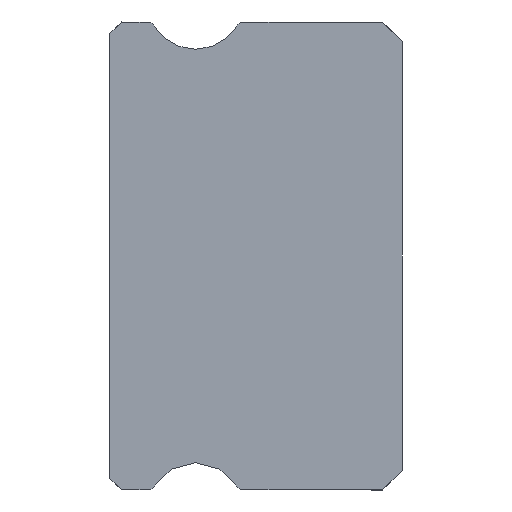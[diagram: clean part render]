
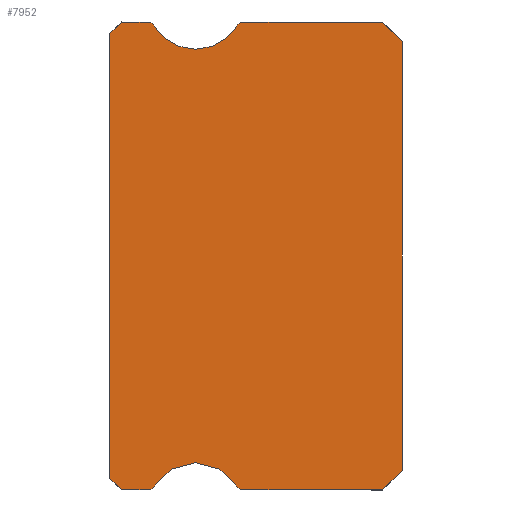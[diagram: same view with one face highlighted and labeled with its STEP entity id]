
A CAD part, left-side view. The second image highlights one B-rep face of the part: STEP entity #7952.
In plain terms, the highlighted planar face has unit normal (-1, 0, 0).
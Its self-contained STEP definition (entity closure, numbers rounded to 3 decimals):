
#11 = VERTEX_POINT ( 'NONE', #6644 ) ;
#208 = LINE ( 'NONE', #353, #952 ) ;
#318 = CIRCLE ( 'NONE', #8283, 1.25 ) ;
#353 = CARTESIAN_POINT ( 'NONE',  ( -12.5, 6.512, 6. ) ) ;
#359 = DIRECTION ( 'NONE',  ( 0., -1., 0. ) ) ;
#435 = DIRECTION ( 'NONE',  ( 0., 0., 1. ) ) ;
#482 = CARTESIAN_POINT ( 'NONE',  ( -12.5, 6.512, 6. ) ) ;
#781 = CARTESIAN_POINT ( 'NONE',  ( -12.5, 0., 5.5 ) ) ;
#790 = EDGE_CURVE ( 'NONE', #4641, #12890, #2872, .T. ) ;
#813 = ORIENTED_EDGE ( 'NONE', *, *, #10563, .F. ) ;
#945 = CARTESIAN_POINT ( 'NONE',  ( -12.5, 0.5, 6. ) ) ;
#952 = VECTOR ( 'NONE', #7432, 1000. ) ;
#971 = DIRECTION ( 'NONE',  ( 0., 1., 0. ) ) ;
#1009 = EDGE_CURVE ( 'NONE', #11901, #5008, #10335, .T. ) ;
#1032 = DIRECTION ( 'NONE',  ( 0., -0.707, -0.707 ) ) ;
#1084 = CARTESIAN_POINT ( 'NONE',  ( -12.5, 0., -5.5 ) ) ;
#1152 = EDGE_CURVE ( 'NONE', #10315, #7527, #208, .T. ) ;
#1325 = VECTOR ( 'NONE', #435, 1000. ) ;
#1395 = AXIS2_PLACEMENT_3D ( 'NONE', #3950, #11177, #13293 ) ;
#1442 = DIRECTION ( 'NONE',  ( 0., 0.707, -0.707 ) ) ;
#1472 = VECTOR ( 'NONE', #359, 1000. ) ;
#1494 = DIRECTION ( 'NONE',  ( 0., 1., 0. ) ) ;
#1733 = LINE ( 'NONE', #5975, #11176 ) ;
#2009 = CARTESIAN_POINT ( 'NONE',  ( -12.5, 4.217, -5.925 ) ) ;
#2217 = CARTESIAN_POINT ( 'NONE',  ( -12.5, 7.5, 5.7 ) ) ;
#2277 = ORIENTED_EDGE ( 'NONE', *, *, #4365, .F. ) ;
#2600 = AXIS2_PLACEMENT_3D ( 'NONE', #6686, #11907, #9999 ) ;
#2704 = DIRECTION ( 'NONE',  ( -1., 0., 0. ) ) ;
#2718 = EDGE_CURVE ( 'NONE', #7125, #10014, #11459, .T. ) ;
#2743 = LINE ( 'NONE', #13240, #9088 ) ;
#2872 = CIRCLE ( 'NONE', #4616, 0.15 ) ;
#2969 = VERTEX_POINT ( 'NONE', #12715 ) ;
#3051 = DIRECTION ( 'NONE',  ( 0., 0., 1. ) ) ;
#3180 = EDGE_CURVE ( 'NONE', #12890, #3223, #10580, .T. ) ;
#3223 = VERTEX_POINT ( 'NONE', #3898 ) ;
#3252 = CARTESIAN_POINT ( 'NONE',  ( -12.5, 6.383, 5.925 ) ) ;
#3273 = VECTOR ( 'NONE', #3051, 1000. ) ;
#3418 = EDGE_CURVE ( 'NONE', #2969, #9144, #3594, .T. ) ;
#3457 = CARTESIAN_POINT ( 'NONE',  ( -12.5, 4.088, -5.85 ) ) ;
#3594 = LINE ( 'NONE', #4542, #9917 ) ;
#3898 = CARTESIAN_POINT ( 'NONE',  ( -12.5, 6.383, -5.925 ) ) ;
#3950 = CARTESIAN_POINT ( 'NONE',  ( -12.5, 6.512, -5.85 ) ) ;
#3971 = DIRECTION ( 'NONE',  ( 0., 0., -1. ) ) ;
#3973 = VECTOR ( 'NONE', #1032, 1000. ) ;
#3983 = CARTESIAN_POINT ( 'NONE',  ( -12.5, 7.5, -5.7 ) ) ;
#4365 = EDGE_CURVE ( 'NONE', #5008, #4641, #2743, .T. ) ;
#4542 = CARTESIAN_POINT ( 'NONE',  ( -12.5, 7.5, 5.7 ) ) ;
#4582 = CARTESIAN_POINT ( 'NONE',  ( -12.5, 4.088, -6. ) ) ;
#4616 = AXIS2_PLACEMENT_3D ( 'NONE', #3457, #10891, #4801 ) ;
#4641 = VERTEX_POINT ( 'NONE', #4582 ) ;
#4801 = DIRECTION ( 'NONE',  ( 0., 0., -1. ) ) ;
#4856 = ORIENTED_EDGE ( 'NONE', *, *, #6716, .F. ) ;
#5008 = VERTEX_POINT ( 'NONE', #8603 ) ;
#5111 = FACE_OUTER_BOUND ( 'NONE', #12208, .T. ) ;
#5511 = EDGE_CURVE ( 'NONE', #10275, #10139, #1733, .T. ) ;
#5526 = ORIENTED_EDGE ( 'NONE', *, *, #5511, .T. ) ;
#5557 = LINE ( 'NONE', #12745, #1325 ) ;
#5681 = DIRECTION ( 'NONE',  ( 0., 0., -1. ) ) ;
#5904 = CARTESIAN_POINT ( 'NONE',  ( -12.5, 4.217, 5.925 ) ) ;
#5975 = CARTESIAN_POINT ( 'NONE',  ( -12.5, 7.2, -6. ) ) ;
#6059 = DIRECTION ( 'NONE',  ( 1., 0., 0. ) ) ;
#6096 = LINE ( 'NONE', #10222, #12639 ) ;
#6520 = ORIENTED_EDGE ( 'NONE', *, *, #10976, .F. ) ;
#6575 = EDGE_CURVE ( 'NONE', #10139, #11, #6676, .T. ) ;
#6644 = CARTESIAN_POINT ( 'NONE',  ( -12.5, 6.512, -6. ) ) ;
#6676 = LINE ( 'NONE', #7563, #1472 ) ;
#6686 = CARTESIAN_POINT ( 'NONE',  ( -12.5, 5.3, 6.55 ) ) ;
#6716 = EDGE_CURVE ( 'NONE', #3223, #11, #11533, .T. ) ;
#6763 = ORIENTED_EDGE ( 'NONE', *, *, #7850, .F. ) ;
#6891 = AXIS2_PLACEMENT_3D ( 'NONE', #8297, #7065, #3971 ) ;
#7052 = ORIENTED_EDGE ( 'NONE', *, *, #1009, .F. ) ;
#7065 = DIRECTION ( 'NONE',  ( -1., 0., 0. ) ) ;
#7125 = VERTEX_POINT ( 'NONE', #9097 ) ;
#7204 = ORIENTED_EDGE ( 'NONE', *, *, #8332, .T. ) ;
#7403 = VERTEX_POINT ( 'NONE', #781 ) ;
#7432 = DIRECTION ( 'NONE',  ( 0., -1., 0. ) ) ;
#7527 = VERTEX_POINT ( 'NONE', #945 ) ;
#7563 = CARTESIAN_POINT ( 'NONE',  ( -12.5, 6.512, -6. ) ) ;
#7628 = CIRCLE ( 'NONE', #10658, 0.15 ) ;
#7709 = ORIENTED_EDGE ( 'NONE', *, *, #11667, .F. ) ;
#7850 = EDGE_CURVE ( 'NONE', #10014, #10315, #9591, .T. ) ;
#7952 = ADVANCED_FACE ( 'NONE', ( #5111 ), #8024, .F. ) ;
#7962 = CARTESIAN_POINT ( 'NONE',  ( -12.5, 4.088, 6. ) ) ;
#8024 = PLANE ( 'NONE',  #8933 ) ;
#8033 = DIRECTION ( 'NONE',  ( 0., 0.707, -0.707 ) ) ;
#8064 = VECTOR ( 'NONE', #8033, 1000. ) ;
#8080 = DIRECTION ( 'NONE',  ( 0., -0.707, -0.707 ) ) ;
#8117 = LINE ( 'NONE', #9892, #3973 ) ;
#8283 = AXIS2_PLACEMENT_3D ( 'NONE', #11983, #2704, #5681 ) ;
#8290 = AXIS2_PLACEMENT_3D ( 'NONE', #12167, #6059, #9173 ) ;
#8297 = CARTESIAN_POINT ( 'NONE',  ( -12.5, 5.3, -6.55 ) ) ;
#8332 = EDGE_CURVE ( 'NONE', #8953, #2969, #6096, .T. ) ;
#8387 = ORIENTED_EDGE ( 'NONE', *, *, #3418, .T. ) ;
#8603 = CARTESIAN_POINT ( 'NONE',  ( -12.5, 0.5, -6. ) ) ;
#8637 = ORIENTED_EDGE ( 'NONE', *, *, #6575, .T. ) ;
#8706 = ORIENTED_EDGE ( 'NONE', *, *, #2718, .F. ) ;
#8933 = AXIS2_PLACEMENT_3D ( 'NONE', #11194, #11264, #9036 ) ;
#8953 = VERTEX_POINT ( 'NONE', #482 ) ;
#9036 = DIRECTION ( 'NONE',  ( 0., 0., -1. ) ) ;
#9088 = VECTOR ( 'NONE', #1494, 1000. ) ;
#9097 = CARTESIAN_POINT ( 'NONE',  ( -12.5, 5.3, 5.3 ) ) ;
#9144 = VERTEX_POINT ( 'NONE', #2217 ) ;
#9173 = DIRECTION ( 'NONE',  ( 0., 0., -1. ) ) ;
#9343 = LINE ( 'NONE', #12330, #3273 ) ;
#9591 = CIRCLE ( 'NONE', #8290, 0.15 ) ;
#9639 = ORIENTED_EDGE ( 'NONE', *, *, #13377, .T. ) ;
#9892 = CARTESIAN_POINT ( 'NONE',  ( -12.5, 0.5, 6. ) ) ;
#9917 = VECTOR ( 'NONE', #1442, 1000. ) ;
#9999 = DIRECTION ( 'NONE',  ( 0., 0., -1. ) ) ;
#10014 = VERTEX_POINT ( 'NONE', #5904 ) ;
#10120 = ORIENTED_EDGE ( 'NONE', *, *, #11954, .F. ) ;
#10139 = VERTEX_POINT ( 'NONE', #12809 ) ;
#10222 = CARTESIAN_POINT ( 'NONE',  ( -12.5, 7.2, 6. ) ) ;
#10275 = VERTEX_POINT ( 'NONE', #3983 ) ;
#10315 = VERTEX_POINT ( 'NONE', #7962 ) ;
#10335 = LINE ( 'NONE', #1084, #8064 ) ;
#10563 = EDGE_CURVE ( 'NONE', #7527, #7403, #8117, .T. ) ;
#10580 = CIRCLE ( 'NONE', #6891, 1.25 ) ;
#10658 = AXIS2_PLACEMENT_3D ( 'NONE', #13235, #12229, #13369 ) ;
#10891 = DIRECTION ( 'NONE',  ( 1., 0., 0. ) ) ;
#10976 = EDGE_CURVE ( 'NONE', #11414, #7125, #318, .T. ) ;
#11176 = VECTOR ( 'NONE', #8080, 1000. ) ;
#11177 = DIRECTION ( 'NONE',  ( 1., 0., 0. ) ) ;
#11194 = CARTESIAN_POINT ( 'NONE',  ( -12.5, 6.512, 5.85 ) ) ;
#11264 = DIRECTION ( 'NONE',  ( 1., 0., 0. ) ) ;
#11294 = ORIENTED_EDGE ( 'NONE', *, *, #3180, .F. ) ;
#11414 = VERTEX_POINT ( 'NONE', #3252 ) ;
#11459 = CIRCLE ( 'NONE', #2600, 1.25 ) ;
#11533 = CIRCLE ( 'NONE', #1395, 0.15 ) ;
#11667 = EDGE_CURVE ( 'NONE', #8953, #11414, #7628, .T. ) ;
#11901 = VERTEX_POINT ( 'NONE', #12532 ) ;
#11907 = DIRECTION ( 'NONE',  ( -1., 0., 0. ) ) ;
#11954 = EDGE_CURVE ( 'NONE', #10275, #9144, #9343, .T. ) ;
#11983 = CARTESIAN_POINT ( 'NONE',  ( -12.5, 5.3, 6.55 ) ) ;
#12167 = CARTESIAN_POINT ( 'NONE',  ( -12.5, 4.088, 5.85 ) ) ;
#12208 = EDGE_LOOP ( 'NONE', ( #8387, #10120, #5526, #8637, #4856, #11294, #13366, #2277, #7052, #9639, #813, #13151, #6763, #8706, #6520, #7709, #7204 ) ) ;
#12229 = DIRECTION ( 'NONE',  ( 1., 0., 0. ) ) ;
#12330 = CARTESIAN_POINT ( 'NONE',  ( -12.5, 7.5, 5.85 ) ) ;
#12532 = CARTESIAN_POINT ( 'NONE',  ( -12.5, 0., -5.5 ) ) ;
#12639 = VECTOR ( 'NONE', #971, 1000. ) ;
#12715 = CARTESIAN_POINT ( 'NONE',  ( -12.5, 7.2, 6. ) ) ;
#12745 = CARTESIAN_POINT ( 'NONE',  ( -12.5, 0., 5.5 ) ) ;
#12809 = CARTESIAN_POINT ( 'NONE',  ( -12.5, 7.2, -6. ) ) ;
#12890 = VERTEX_POINT ( 'NONE', #2009 ) ;
#13151 = ORIENTED_EDGE ( 'NONE', *, *, #1152, .F. ) ;
#13235 = CARTESIAN_POINT ( 'NONE',  ( -12.5, 6.512, 5.85 ) ) ;
#13240 = CARTESIAN_POINT ( 'NONE',  ( -12.5, 6.512, -6. ) ) ;
#13293 = DIRECTION ( 'NONE',  ( 0., 0., -1. ) ) ;
#13366 = ORIENTED_EDGE ( 'NONE', *, *, #790, .F. ) ;
#13369 = DIRECTION ( 'NONE',  ( 0., 0., -1. ) ) ;
#13377 = EDGE_CURVE ( 'NONE', #11901, #7403, #5557, .T. ) ;
